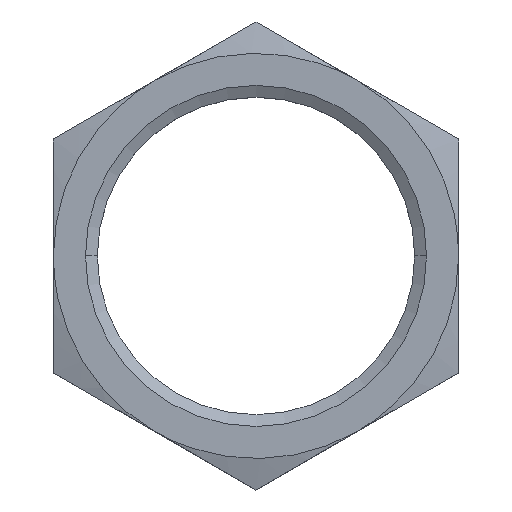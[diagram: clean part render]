
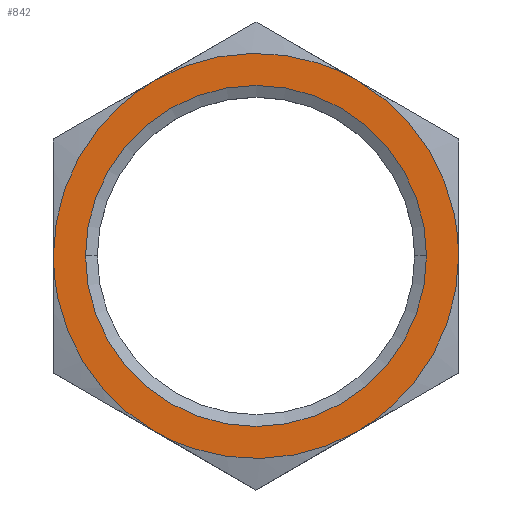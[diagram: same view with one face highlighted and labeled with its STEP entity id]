
A CAD part, top view. The second image highlights one B-rep face of the part: STEP entity #842.
In plain terms, the highlighted planar face has unit normal (0, 0, 1).
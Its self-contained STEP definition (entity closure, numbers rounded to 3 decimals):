
#275=AXIS2_PLACEMENT_3D('Circle Axis2P3D',#273,#274,$) ;
#730=AXIS2_PLACEMENT_3D('Circle Axis2P3D',#728,#729,$) ;
#744=AXIS2_PLACEMENT_3D('Plane Axis2P3D',#741,#742,#743) ;
#270=CARTESIAN_POINT('Vertex',(2.375,17.321,5.2)) ;
#273=CARTESIAN_POINT('Axis2P3D Location',(15.,17.321,5.2)) ;
#277=CARTESIAN_POINT('Vertex',(27.625,17.321,5.2)) ;
#373=CARTESIAN_POINT('Vertex',(7.5,4.331,5.2)) ;
#442=CARTESIAN_POINT('Vertex',(0.,17.321,5.2)) ;
#511=CARTESIAN_POINT('Vertex',(7.5,30.311,5.2)) ;
#580=CARTESIAN_POINT('Vertex',(22.5,30.311,5.2)) ;
#649=CARTESIAN_POINT('Vertex',(30.,17.321,5.2)) ;
#701=CARTESIAN_POINT('Vertex',(22.5,4.331,5.2)) ;
#728=CARTESIAN_POINT('Axis2P3D Location',(15.,17.321,5.2)) ;
#741=CARTESIAN_POINT('Axis2P3D Location',(15.,17.321,5.2)) ;
#747=CARTESIAN_POINT('Control Point',(30.,17.321,5.2)) ;
#748=CARTESIAN_POINT('Control Point',(30.,15.803,5.2)) ;
#749=CARTESIAN_POINT('Control Point',(29.808,14.285,5.2)) ;
#750=CARTESIAN_POINT('Control Point',(29.424,12.8,5.2)) ;
#751=CARTESIAN_POINT('Control Point',(28.289,9.958,5.2)) ;
#752=CARTESIAN_POINT('Control Point',(26.481,7.489,5.2)) ;
#753=CARTESIAN_POINT('Control Point',(25.425,6.376,5.2)) ;
#754=CARTESIAN_POINT('Control Point',(24.158,5.341,5.2)) ;
#755=CARTESIAN_POINT('Control Point',(22.774,4.492,5.2)) ;
#756=CARTESIAN_POINT('Control Point',(22.683,4.437,5.2)) ;
#757=CARTESIAN_POINT('Control Point',(22.592,4.384,5.2)) ;
#758=CARTESIAN_POINT('Control Point',(22.5,4.331,5.2)) ;
#761=CARTESIAN_POINT('Control Point',(22.5,30.311,5.2)) ;
#762=CARTESIAN_POINT('Control Point',(23.814,29.552,5.2)) ;
#763=CARTESIAN_POINT('Control Point',(25.033,28.627,5.2)) ;
#764=CARTESIAN_POINT('Control Point',(26.128,27.552,5.2)) ;
#765=CARTESIAN_POINT('Control Point',(28.021,25.148,5.2)) ;
#766=CARTESIAN_POINT('Control Point',(29.255,22.348,5.2)) ;
#767=CARTESIAN_POINT('Control Point',(29.692,20.877,5.2)) ;
#768=CARTESIAN_POINT('Control Point',(29.954,19.262,5.2)) ;
#769=CARTESIAN_POINT('Control Point',(29.997,17.638,5.2)) ;
#770=CARTESIAN_POINT('Control Point',(29.999,17.533,5.2)) ;
#771=CARTESIAN_POINT('Control Point',(30.,17.427,5.2)) ;
#772=CARTESIAN_POINT('Control Point',(30.,17.321,5.2)) ;
#775=CARTESIAN_POINT('Control Point',(7.5,30.311,5.2)) ;
#776=CARTESIAN_POINT('Control Point',(8.814,31.07,5.2)) ;
#777=CARTESIAN_POINT('Control Point',(10.225,31.663,5.2)) ;
#778=CARTESIAN_POINT('Control Point',(11.704,32.073,5.2)) ;
#779=CARTESIAN_POINT('Control Point',(14.732,32.511,5.2)) ;
#780=CARTESIAN_POINT('Control Point',(17.774,32.18,5.2)) ;
#781=CARTESIAN_POINT('Control Point',(19.266,31.822,5.2)) ;
#782=CARTESIAN_POINT('Control Point',(20.796,31.242,5.2)) ;
#783=CARTESIAN_POINT('Control Point',(22.224,30.468,5.2)) ;
#784=CARTESIAN_POINT('Control Point',(22.316,30.416,5.2)) ;
#785=CARTESIAN_POINT('Control Point',(22.408,30.364,5.2)) ;
#786=CARTESIAN_POINT('Control Point',(22.5,30.311,5.2)) ;
#789=CARTESIAN_POINT('Control Point',(0.,17.321,5.2)) ;
#790=CARTESIAN_POINT('Control Point',(0.,18.839,5.2)) ;
#791=CARTESIAN_POINT('Control Point',(0.192,20.357,5.2)) ;
#792=CARTESIAN_POINT('Control Point',(0.576,21.842,5.2)) ;
#793=CARTESIAN_POINT('Control Point',(1.711,24.684,5.2)) ;
#794=CARTESIAN_POINT('Control Point',(3.519,27.153,5.2)) ;
#795=CARTESIAN_POINT('Control Point',(4.575,28.266,5.2)) ;
#796=CARTESIAN_POINT('Control Point',(5.842,29.301,5.2)) ;
#797=CARTESIAN_POINT('Control Point',(7.226,30.15,5.2)) ;
#798=CARTESIAN_POINT('Control Point',(7.317,30.205,5.2)) ;
#799=CARTESIAN_POINT('Control Point',(7.408,30.258,5.2)) ;
#800=CARTESIAN_POINT('Control Point',(7.5,30.311,5.2)) ;
#803=CARTESIAN_POINT('Control Point',(7.5,4.331,5.2)) ;
#804=CARTESIAN_POINT('Control Point',(6.186,5.09,5.2)) ;
#805=CARTESIAN_POINT('Control Point',(4.967,6.015,5.2)) ;
#806=CARTESIAN_POINT('Control Point',(3.872,7.09,5.2)) ;
#807=CARTESIAN_POINT('Control Point',(1.979,9.494,5.2)) ;
#808=CARTESIAN_POINT('Control Point',(0.745,12.294,5.2)) ;
#809=CARTESIAN_POINT('Control Point',(0.308,13.765,5.2)) ;
#810=CARTESIAN_POINT('Control Point',(0.046,15.38,5.2)) ;
#811=CARTESIAN_POINT('Control Point',(0.003,17.004,5.2)) ;
#812=CARTESIAN_POINT('Control Point',(0.001,17.109,5.2)) ;
#813=CARTESIAN_POINT('Control Point',(0.,17.215,5.2)) ;
#814=CARTESIAN_POINT('Control Point',(0.,17.321,5.2)) ;
#817=CARTESIAN_POINT('Control Point',(22.5,4.331,5.2)) ;
#818=CARTESIAN_POINT('Control Point',(21.186,3.572,5.2)) ;
#819=CARTESIAN_POINT('Control Point',(19.775,2.979,5.2)) ;
#820=CARTESIAN_POINT('Control Point',(18.296,2.569,5.2)) ;
#821=CARTESIAN_POINT('Control Point',(15.268,2.131,5.2)) ;
#822=CARTESIAN_POINT('Control Point',(12.226,2.462,5.2)) ;
#823=CARTESIAN_POINT('Control Point',(10.734,2.82,5.2)) ;
#824=CARTESIAN_POINT('Control Point',(9.204,3.4,5.2)) ;
#825=CARTESIAN_POINT('Control Point',(7.776,4.174,5.2)) ;
#826=CARTESIAN_POINT('Control Point',(7.684,4.226,5.2)) ;
#827=CARTESIAN_POINT('Control Point',(7.592,4.278,5.2)) ;
#828=CARTESIAN_POINT('Control Point',(7.5,4.331,5.2)) ;
#274=DIRECTION('Axis2P3D Direction',(0.,0.,1.)) ;
#729=DIRECTION('Axis2P3D Direction',(0.,0.,1.)) ;
#742=DIRECTION('Axis2P3D Direction',(0.,0.,1.)) ;
#743=DIRECTION('Axis2P3D XDirection',(1.,0.,0.)) ;
#831=ORIENTED_EDGE('',*,*,#759,.F.) ;
#832=ORIENTED_EDGE('',*,*,#773,.F.) ;
#833=ORIENTED_EDGE('',*,*,#787,.F.) ;
#834=ORIENTED_EDGE('',*,*,#801,.F.) ;
#835=ORIENTED_EDGE('',*,*,#815,.F.) ;
#836=ORIENTED_EDGE('',*,*,#829,.F.) ;
#839=ORIENTED_EDGE('',*,*,#279,.T.) ;
#840=ORIENTED_EDGE('',*,*,#732,.T.) ;
#841=FACE_BOUND('',#838,.T.) ;
#842=ADVANCED_FACE('Schnitt-Rotation1',(#837,#841),#745,.T.) ;
#746=B_SPLINE_CURVE_WITH_KNOTS('',5,(#747,#748,#749,#750,#751,#752,#753,#754,#755,#756,#757,#758),.UNSPECIFIED.,.F.,.U.,(6,3,3,6),(0.,10.761,21.521,22.271),.UNSPECIFIED.) ;
#760=B_SPLINE_CURVE_WITH_KNOTS('',5,(#761,#762,#763,#764,#765,#766,#767,#768,#769,#770,#771,#772),.UNSPECIFIED.,.F.,.U.,(6,3,3,6),(0.,10.761,21.521,22.271),.UNSPECIFIED.) ;
#774=B_SPLINE_CURVE_WITH_KNOTS('',5,(#775,#776,#777,#778,#779,#780,#781,#782,#783,#784,#785,#786),.UNSPECIFIED.,.F.,.U.,(6,3,3,6),(0.,10.761,21.521,22.271),.UNSPECIFIED.) ;
#788=B_SPLINE_CURVE_WITH_KNOTS('',5,(#789,#790,#791,#792,#793,#794,#795,#796,#797,#798,#799,#800),.UNSPECIFIED.,.F.,.U.,(6,3,3,6),(0.,10.761,21.521,22.271),.UNSPECIFIED.) ;
#802=B_SPLINE_CURVE_WITH_KNOTS('',5,(#803,#804,#805,#806,#807,#808,#809,#810,#811,#812,#813,#814),.UNSPECIFIED.,.F.,.U.,(6,3,3,6),(0.,10.761,21.521,22.271),.UNSPECIFIED.) ;
#816=B_SPLINE_CURVE_WITH_KNOTS('',5,(#817,#818,#819,#820,#821,#822,#823,#824,#825,#826,#827,#828),.UNSPECIFIED.,.F.,.U.,(6,3,3,6),(0.,10.761,21.521,22.271),.UNSPECIFIED.) ;
#276=CIRCLE('generated circle',#275,12.625) ;
#731=CIRCLE('generated circle',#730,12.625) ;
#279=EDGE_CURVE('',#278,#271,#276,.F.) ;
#732=EDGE_CURVE('',#271,#278,#731,.F.) ;
#759=EDGE_CURVE('',#650,#702,#746,.T.) ;
#773=EDGE_CURVE('',#581,#650,#760,.T.) ;
#787=EDGE_CURVE('',#512,#581,#774,.T.) ;
#801=EDGE_CURVE('',#443,#512,#788,.T.) ;
#815=EDGE_CURVE('',#374,#443,#802,.T.) ;
#829=EDGE_CURVE('',#702,#374,#816,.T.) ;
#830=EDGE_LOOP('',(#831,#832,#833,#834,#835,#836)) ;
#838=EDGE_LOOP('',(#839,#840)) ;
#837=FACE_OUTER_BOUND('',#830,.T.) ;
#745=PLANE('',#744) ;
#271=VERTEX_POINT('',#270) ;
#278=VERTEX_POINT('',#277) ;
#374=VERTEX_POINT('',#373) ;
#443=VERTEX_POINT('',#442) ;
#512=VERTEX_POINT('',#511) ;
#581=VERTEX_POINT('',#580) ;
#650=VERTEX_POINT('',#649) ;
#702=VERTEX_POINT('',#701) ;
